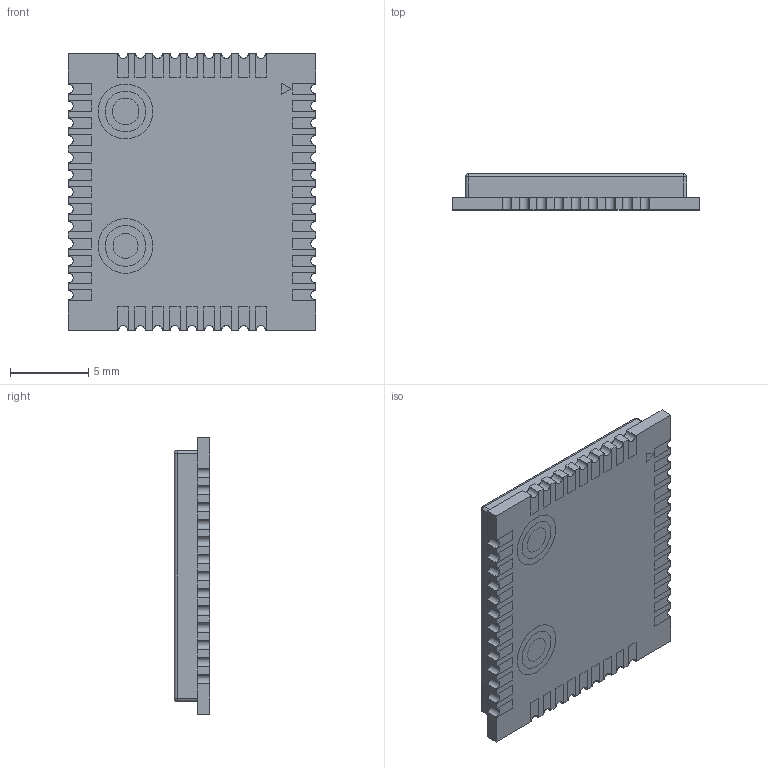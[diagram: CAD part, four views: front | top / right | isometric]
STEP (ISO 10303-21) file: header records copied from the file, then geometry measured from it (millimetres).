
FILE_DESCRIPTION (( 'STEP AP214' ), '1' );
FILE_NAME ('User Library-Quecte_M66.STEP', '2019-06-11T11:24:31', ( '' ), ( '' ), 'SwSTEP 2.0', 'SolidWorks 2019', '' );
FILE_SCHEMA (( 'AUTOMOTIVE_DESIGN' ));
Length unit declared in the file: millimetre
Products named in the file (1): User Library-Quecte_M66
Bounding box: 15.8 x 2.3 x 17.7 mm (x, y, z)
Volume: 558.8 mm3; surface area: 697.4 mm2
Topology: 1 solids, 1 shells, 171 faces, 579 edges, 413 vertices
Faces by surface type: plane 106, cylinder 61, sphere 4
Entity records: 8290 total; most frequent: CARTESIAN_POINT 1160, ORIENTED_EDGE 1150, DIRECTION 1053, EDGE_CURVE 575, LINE 441, VECTOR 441, VERTEX_POINT 413, AXIS2_PLACEMENT_3D 306
